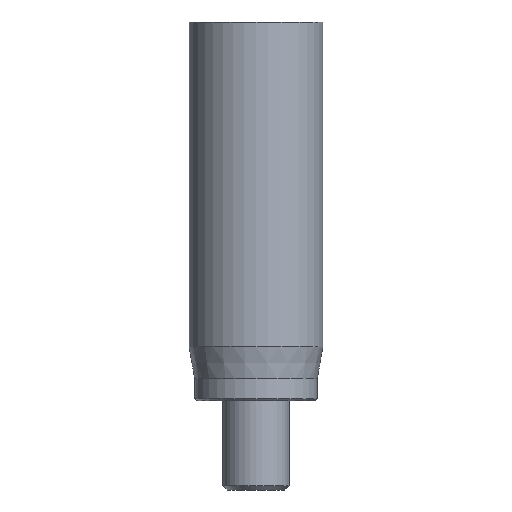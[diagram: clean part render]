
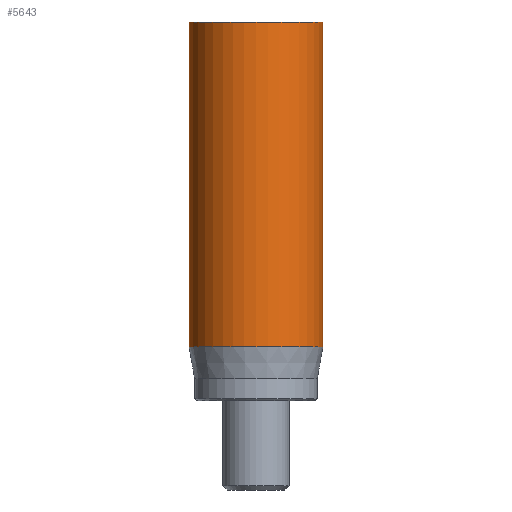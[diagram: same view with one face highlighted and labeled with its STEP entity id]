
A CAD part, front view. The second image highlights one B-rep face of the part: STEP entity #5643.
In plain terms, the highlighted cylindrical face has radius 3 mm (diameter 6 mm), a full revolution.
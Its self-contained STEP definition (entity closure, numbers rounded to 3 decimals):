
#40=CYLINDRICAL_SURFACE('',#5873,3.);
#58=CIRCLE('',#5840,3.);
#74=CIRCLE('',#5871,3.);
#75=CIRCLE('',#5872,3.);
#513=FACE_OUTER_BOUND('',#846,.T.);
#846=EDGE_LOOP('',(#5054,#5055,#5056,#5057,#5058));
#1274=LINE('',#10698,#1706);
#1706=VECTOR('',#6571,3.);
#2606=VERTEX_POINT('',#10637);
#2622=VERTEX_POINT('',#10692);
#2623=VERTEX_POINT('',#10693);
#3415=EDGE_CURVE('',#2606,#2606,#58,.T.);
#3439=EDGE_CURVE('',#2622,#2623,#74,.T.);
#3440=EDGE_CURVE('',#2623,#2622,#75,.T.);
#3442=EDGE_CURVE('',#2606,#2622,#1274,.T.);
#5054=ORIENTED_EDGE('',*,*,#3415,.T.);
#5055=ORIENTED_EDGE('',*,*,#3442,.T.);
#5056=ORIENTED_EDGE('',*,*,#3439,.T.);
#5057=ORIENTED_EDGE('',*,*,#3440,.T.);
#5058=ORIENTED_EDGE('',*,*,#3442,.F.);
#5643=ADVANCED_FACE('',(#513),#40,.T.);
#5840=AXIS2_PLACEMENT_3D('',#10638,#6494,#6495);
#5871=AXIS2_PLACEMENT_3D('',#10694,#6564,#6565);
#5872=AXIS2_PLACEMENT_3D('',#10695,#6566,#6567);
#5873=AXIS2_PLACEMENT_3D('',#10697,#6569,#6570);
#6494=DIRECTION('center_axis',(0.,0.,-1.));
#6495=DIRECTION('ref_axis',(-1.,0.,0.));
#6564=DIRECTION('center_axis',(0.,0.,1.));
#6565=DIRECTION('ref_axis',(-1.,0.,0.));
#6566=DIRECTION('center_axis',(0.,0.,1.));
#6567=DIRECTION('ref_axis',(-1.,0.,0.));
#6569=DIRECTION('center_axis',(0.,0.,1.));
#6570=DIRECTION('ref_axis',(-1.,0.,0.));
#6571=DIRECTION('',(0.,0.,-1.));
#10637=CARTESIAN_POINT('',(3.,0.,17.));
#10638=CARTESIAN_POINT('Origin',(0.,0.,17.));
#10692=CARTESIAN_POINT('',(3.,0.,2.418));
#10693=CARTESIAN_POINT('',(-3.,0.,2.418));
#10694=CARTESIAN_POINT('Origin',(0.,0.,2.418));
#10695=CARTESIAN_POINT('Origin',(0.,0.,2.418));
#10697=CARTESIAN_POINT('Origin',(0.,0.,0.));
#10698=CARTESIAN_POINT('',(3.,0.,0.));
